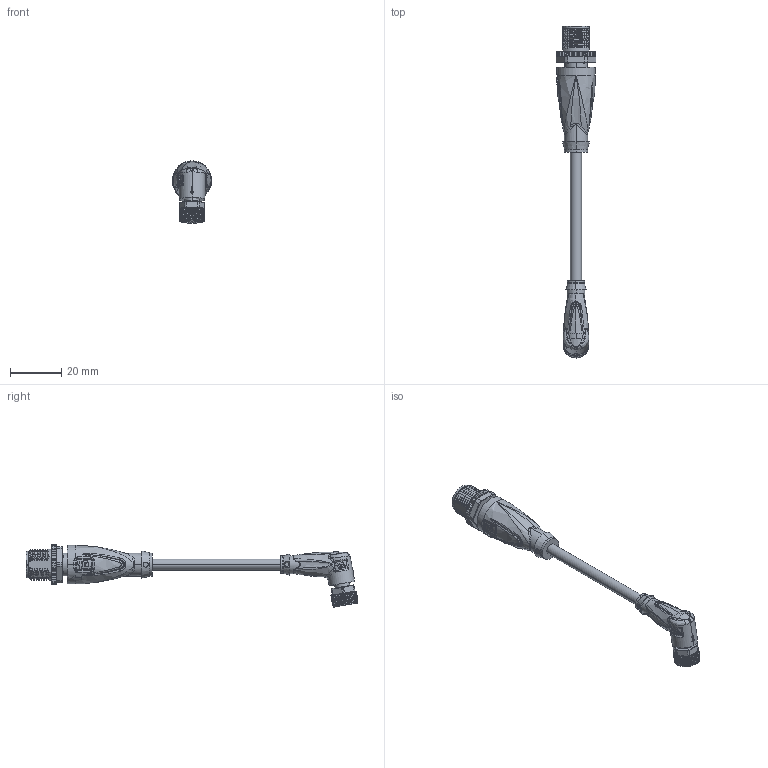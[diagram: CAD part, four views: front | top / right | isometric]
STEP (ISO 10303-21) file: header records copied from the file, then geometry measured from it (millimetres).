
FILE_DESCRIPTION(('STEP AP214'),'1');
FILE_NAME('cctmp_D2F224D4-6CB1-42E6-98FC-AF72BB73F3A5_2022_04_27_10_41_16_0054..stp','2022-04-27T08:41:27',('KiM GmbH'),('CADClick - www.CADClick.com'),'Spatial InterOp 3D postprocessed',' ','unknown authorization');
FILE_SCHEMA(('AUTOMOTIVE_DESIGN'));
Length unit declared in the file: millimetre
Products named in the file (10): Connection2; Connection2_2; Connection2_1; T196453_1; Cable; Connection1; Connection1_3; Connection1_2; Connection1_1; T196453
Assembly tree (9 placements, depth 4):
  T196453
    T196453_1
      Connection2
        Connection2_2
        Connection2_1
      Cable
      Connection1
        Connection1_3
        Connection1_2
        Connection1_1
Bounding box: 15.4 x 129.18 x 24.25 mm (x, y, z)
Volume: 8849.2 mm3; surface area: 7403 mm2
Topology: 11 solids, 13 shells, 2088 faces, 5477 edges, 3448 vertices
Faces by surface type: plane 941, cylinder 382, torus 297, bspline 296, cone 144, extrusion 16, sphere 12
Entity records: 137675 total; most frequent: CARTESIAN_POINT 77799, ORIENTED_EDGE 10884, DIRECTION 9387, EDGE_CURVE 5446, VERTEX_POINT 3448, AXIS2_PLACEMENT_3D 3334, STYLED_ITEM 3176, PRESENTATION_STYLE_ASSIGNMENT 3176
